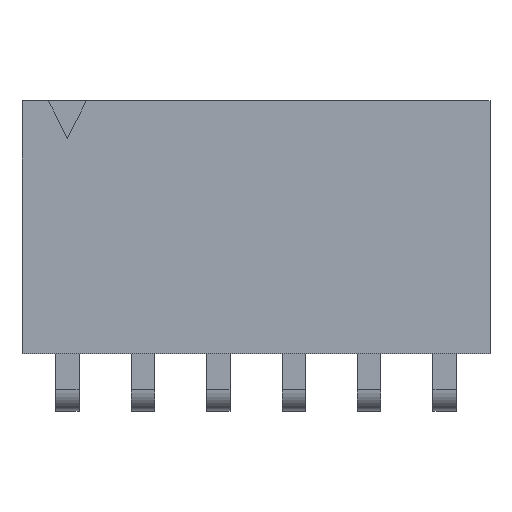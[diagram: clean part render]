
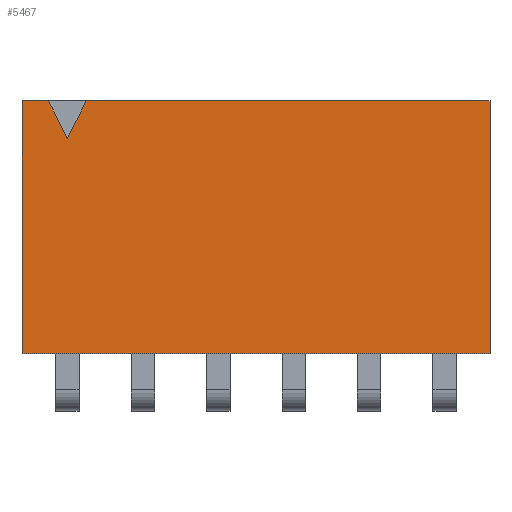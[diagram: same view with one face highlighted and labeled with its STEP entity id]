
A CAD part, top view. The second image highlights one B-rep face of the part: STEP entity #5467.
In plain terms, the highlighted planar face has unit normal (0, 0, 1).
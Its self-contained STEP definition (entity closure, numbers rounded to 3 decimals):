
#5278 = VERTEX_POINT('',#5279);
#5279 = CARTESIAN_POINT('',(-1.525,1.52,2.41));
#5286 = PLANE('',#5287);
#5287 = AXIS2_PLACEMENT_3D('',#5288,#5289,#5290);
#5288 = CARTESIAN_POINT('',(-1.525,1.52,0.));
#5289 = DIRECTION('',(1.,0.,0.));
#5290 = DIRECTION('',(0.,0.,1.));
#5298 = PLANE('',#5299);
#5299 = AXIS2_PLACEMENT_3D('',#5300,#5301,#5302);
#5300 = CARTESIAN_POINT('',(-1.525,1.52,0.));
#5301 = DIRECTION('',(0.,1.,0.));
#5302 = DIRECTION('',(0.,0.,1.));
#5339 = VERTEX_POINT('',#5340);
#5340 = CARTESIAN_POINT('',(-1.525,10.03,2.41));
#5354 = PLANE('',#5355);
#5355 = AXIS2_PLACEMENT_3D('',#5356,#5357,#5358);
#5356 = CARTESIAN_POINT('',(-1.525,10.03,0.));
#5357 = DIRECTION('',(0.,1.,0.));
#5358 = DIRECTION('',(0.,0.,1.));
#5366 = EDGE_CURVE('',#5278,#5339,#5367,.T.);
#5367 = SURFACE_CURVE('',#5368,(#5372,#5379),.PCURVE_S1.);
#5368 = LINE('',#5369,#5370);
#5369 = CARTESIAN_POINT('',(-1.525,1.52,2.41));
#5370 = VECTOR('',#5371,1.);
#5371 = DIRECTION('',(0.,1.,0.));
#5372 = PCURVE('',#5286,#5373);
#5373 = DEFINITIONAL_REPRESENTATION('',(#5374),#5378);
#5374 = LINE('',#5375,#5376);
#5375 = CARTESIAN_POINT('',(2.41,0.));
#5376 = VECTOR('',#5377,1.);
#5377 = DIRECTION('',(0.,-1.));
#5378 = ( GEOMETRIC_REPRESENTATION_CONTEXT(2) 
PARAMETRIC_REPRESENTATION_CONTEXT() REPRESENTATION_CONTEXT('2D SPACE',''
  ) );
#5379 = PCURVE('',#5380,#5385);
#5380 = PLANE('',#5381);
#5381 = AXIS2_PLACEMENT_3D('',#5382,#5383,#5384);
#5382 = CARTESIAN_POINT('',(-1.525,1.52,2.41));
#5383 = DIRECTION('',(0.,0.,1.));
#5384 = DIRECTION('',(1.,0.,0.));
#5385 = DEFINITIONAL_REPRESENTATION('',(#5386),#5390);
#5386 = LINE('',#5387,#5388);
#5387 = CARTESIAN_POINT('',(0.,0.));
#5388 = VECTOR('',#5389,1.);
#5389 = DIRECTION('',(0.,1.));
#5390 = ( GEOMETRIC_REPRESENTATION_CONTEXT(2) 
PARAMETRIC_REPRESENTATION_CONTEXT() REPRESENTATION_CONTEXT('2D SPACE',''
  ) );
#5419 = EDGE_CURVE('',#5278,#5420,#5422,.T.);
#5420 = VERTEX_POINT('',#5421);
#5421 = CARTESIAN_POINT('',(14.225,1.52,2.41));
#5422 = SURFACE_CURVE('',#5423,(#5427,#5434),.PCURVE_S1.);
#5423 = LINE('',#5424,#5425);
#5424 = CARTESIAN_POINT('',(-1.525,1.52,2.41));
#5425 = VECTOR('',#5426,1.);
#5426 = DIRECTION('',(1.,0.,0.));
#5427 = PCURVE('',#5298,#5428);
#5428 = DEFINITIONAL_REPRESENTATION('',(#5429),#5433);
#5429 = LINE('',#5430,#5431);
#5430 = CARTESIAN_POINT('',(2.41,0.));
#5431 = VECTOR('',#5432,1.);
#5432 = DIRECTION('',(0.,1.));
#5433 = ( GEOMETRIC_REPRESENTATION_CONTEXT(2) 
PARAMETRIC_REPRESENTATION_CONTEXT() REPRESENTATION_CONTEXT('2D SPACE',''
  ) );
#5434 = PCURVE('',#5380,#5435);
#5435 = DEFINITIONAL_REPRESENTATION('',(#5436),#5440);
#5436 = LINE('',#5437,#5438);
#5437 = CARTESIAN_POINT('',(0.,0.));
#5438 = VECTOR('',#5439,1.);
#5439 = DIRECTION('',(1.,0.));
#5440 = ( GEOMETRIC_REPRESENTATION_CONTEXT(2) 
PARAMETRIC_REPRESENTATION_CONTEXT() REPRESENTATION_CONTEXT('2D SPACE',''
  ) );
#5456 = PLANE('',#5457);
#5457 = AXIS2_PLACEMENT_3D('',#5458,#5459,#5460);
#5458 = CARTESIAN_POINT('',(14.225,1.52,0.));
#5459 = DIRECTION('',(1.,0.,0.));
#5460 = DIRECTION('',(0.,0.,1.));
#5467 = ADVANCED_FACE('',(#5468),#5380,.T.);
#5468 = FACE_BOUND('',#5469,.T.);
#5469 = EDGE_LOOP('',(#5470,#5493,#5494,#5495,#5518,#5541,#5569));
#5470 = ORIENTED_EDGE('',*,*,#5471,.F.);
#5471 = EDGE_CURVE('',#5339,#5472,#5474,.T.);
#5472 = VERTEX_POINT('',#5473);
#5473 = CARTESIAN_POINT('',(-0.635,10.03,2.41));
#5474 = SURFACE_CURVE('',#5475,(#5479,#5486),.PCURVE_S1.);
#5475 = LINE('',#5476,#5477);
#5476 = CARTESIAN_POINT('',(-1.525,10.03,2.41));
#5477 = VECTOR('',#5478,1.);
#5478 = DIRECTION('',(1.,0.,0.));
#5479 = PCURVE('',#5380,#5480);
#5480 = DEFINITIONAL_REPRESENTATION('',(#5481),#5485);
#5481 = LINE('',#5482,#5483);
#5482 = CARTESIAN_POINT('',(0.,8.51));
#5483 = VECTOR('',#5484,1.);
#5484 = DIRECTION('',(1.,0.));
#5485 = ( GEOMETRIC_REPRESENTATION_CONTEXT(2) 
PARAMETRIC_REPRESENTATION_CONTEXT() REPRESENTATION_CONTEXT('2D SPACE',''
  ) );
#5486 = PCURVE('',#5354,#5487);
#5487 = DEFINITIONAL_REPRESENTATION('',(#5488),#5492);
#5488 = LINE('',#5489,#5490);
#5489 = CARTESIAN_POINT('',(2.41,0.));
#5490 = VECTOR('',#5491,1.);
#5491 = DIRECTION('',(0.,1.));
#5492 = ( GEOMETRIC_REPRESENTATION_CONTEXT(2) 
PARAMETRIC_REPRESENTATION_CONTEXT() REPRESENTATION_CONTEXT('2D SPACE',''
  ) );
#5493 = ORIENTED_EDGE('',*,*,#5366,.F.);
#5494 = ORIENTED_EDGE('',*,*,#5419,.T.);
#5495 = ORIENTED_EDGE('',*,*,#5496,.T.);
#5496 = EDGE_CURVE('',#5420,#5497,#5499,.T.);
#5497 = VERTEX_POINT('',#5498);
#5498 = CARTESIAN_POINT('',(14.225,10.03,2.41));
#5499 = SURFACE_CURVE('',#5500,(#5504,#5511),.PCURVE_S1.);
#5500 = LINE('',#5501,#5502);
#5501 = CARTESIAN_POINT('',(14.225,1.52,2.41));
#5502 = VECTOR('',#5503,1.);
#5503 = DIRECTION('',(0.,1.,0.));
#5504 = PCURVE('',#5380,#5505);
#5505 = DEFINITIONAL_REPRESENTATION('',(#5506),#5510);
#5506 = LINE('',#5507,#5508);
#5507 = CARTESIAN_POINT('',(15.75,0.));
#5508 = VECTOR('',#5509,1.);
#5509 = DIRECTION('',(0.,1.));
#5510 = ( GEOMETRIC_REPRESENTATION_CONTEXT(2) 
PARAMETRIC_REPRESENTATION_CONTEXT() REPRESENTATION_CONTEXT('2D SPACE',''
  ) );
#5511 = PCURVE('',#5456,#5512);
#5512 = DEFINITIONAL_REPRESENTATION('',(#5513),#5517);
#5513 = LINE('',#5514,#5515);
#5514 = CARTESIAN_POINT('',(2.41,0.));
#5515 = VECTOR('',#5516,1.);
#5516 = DIRECTION('',(0.,-1.));
#5517 = ( GEOMETRIC_REPRESENTATION_CONTEXT(2) 
PARAMETRIC_REPRESENTATION_CONTEXT() REPRESENTATION_CONTEXT('2D SPACE',''
  ) );
#5518 = ORIENTED_EDGE('',*,*,#5519,.F.);
#5519 = EDGE_CURVE('',#5520,#5497,#5522,.T.);
#5520 = VERTEX_POINT('',#5521);
#5521 = CARTESIAN_POINT('',(0.635,10.03,2.41));
#5522 = SURFACE_CURVE('',#5523,(#5527,#5534),.PCURVE_S1.);
#5523 = LINE('',#5524,#5525);
#5524 = CARTESIAN_POINT('',(-1.525,10.03,2.41));
#5525 = VECTOR('',#5526,1.);
#5526 = DIRECTION('',(1.,0.,0.));
#5527 = PCURVE('',#5380,#5528);
#5528 = DEFINITIONAL_REPRESENTATION('',(#5529),#5533);
#5529 = LINE('',#5530,#5531);
#5530 = CARTESIAN_POINT('',(0.,8.51));
#5531 = VECTOR('',#5532,1.);
#5532 = DIRECTION('',(1.,0.));
#5533 = ( GEOMETRIC_REPRESENTATION_CONTEXT(2) 
PARAMETRIC_REPRESENTATION_CONTEXT() REPRESENTATION_CONTEXT('2D SPACE',''
  ) );
#5534 = PCURVE('',#5354,#5535);
#5535 = DEFINITIONAL_REPRESENTATION('',(#5536),#5540);
#5536 = LINE('',#5537,#5538);
#5537 = CARTESIAN_POINT('',(2.41,0.));
#5538 = VECTOR('',#5539,1.);
#5539 = DIRECTION('',(0.,1.));
#5540 = ( GEOMETRIC_REPRESENTATION_CONTEXT(2) 
PARAMETRIC_REPRESENTATION_CONTEXT() REPRESENTATION_CONTEXT('2D SPACE',''
  ) );
#5541 = ORIENTED_EDGE('',*,*,#5542,.T.);
#5542 = EDGE_CURVE('',#5520,#5543,#5545,.T.);
#5543 = VERTEX_POINT('',#5544);
#5544 = CARTESIAN_POINT('',(0.,8.76,2.41));
#5545 = SURFACE_CURVE('',#5546,(#5550,#5557),.PCURVE_S1.);
#5546 = LINE('',#5547,#5548);
#5547 = CARTESIAN_POINT('',(0.635,10.03,2.41));
#5548 = VECTOR('',#5549,1.);
#5549 = DIRECTION('',(-0.447,-0.894,0.));
#5550 = PCURVE('',#5380,#5551);
#5551 = DEFINITIONAL_REPRESENTATION('',(#5552),#5556);
#5552 = LINE('',#5553,#5554);
#5553 = CARTESIAN_POINT('',(2.16,8.51));
#5554 = VECTOR('',#5555,1.);
#5555 = DIRECTION('',(-0.447,-0.894));
#5556 = ( GEOMETRIC_REPRESENTATION_CONTEXT(2) 
PARAMETRIC_REPRESENTATION_CONTEXT() REPRESENTATION_CONTEXT('2D SPACE',''
  ) );
#5557 = PCURVE('',#5558,#5563);
#5558 = PLANE('',#5559);
#5559 = AXIS2_PLACEMENT_3D('',#5560,#5561,#5562);
#5560 = CARTESIAN_POINT('',(0.635,10.03,2.41));
#5561 = DIRECTION('',(-0.894,0.447,0.));
#5562 = DIRECTION('',(-0.447,-0.894,0.));
#5563 = DEFINITIONAL_REPRESENTATION('',(#5564),#5568);
#5564 = LINE('',#5565,#5566);
#5565 = CARTESIAN_POINT('',(0.,0.));
#5566 = VECTOR('',#5567,1.);
#5567 = DIRECTION('',(1.,0.));
#5568 = ( GEOMETRIC_REPRESENTATION_CONTEXT(2) 
PARAMETRIC_REPRESENTATION_CONTEXT() REPRESENTATION_CONTEXT('2D SPACE',''
  ) );
#5569 = ORIENTED_EDGE('',*,*,#5570,.F.);
#5570 = EDGE_CURVE('',#5472,#5543,#5571,.T.);
#5571 = SURFACE_CURVE('',#5572,(#5576,#5583),.PCURVE_S1.);
#5572 = LINE('',#5573,#5574);
#5573 = CARTESIAN_POINT('',(-0.635,10.03,2.41));
#5574 = VECTOR('',#5575,1.);
#5575 = DIRECTION('',(0.447,-0.894,0.));
#5576 = PCURVE('',#5380,#5577);
#5577 = DEFINITIONAL_REPRESENTATION('',(#5578),#5582);
#5578 = LINE('',#5579,#5580);
#5579 = CARTESIAN_POINT('',(0.89,8.51));
#5580 = VECTOR('',#5581,1.);
#5581 = DIRECTION('',(0.447,-0.894));
#5582 = ( GEOMETRIC_REPRESENTATION_CONTEXT(2) 
PARAMETRIC_REPRESENTATION_CONTEXT() REPRESENTATION_CONTEXT('2D SPACE',''
  ) );
#5583 = PCURVE('',#5584,#5589);
#5584 = PLANE('',#5585);
#5585 = AXIS2_PLACEMENT_3D('',#5586,#5587,#5588);
#5586 = CARTESIAN_POINT('',(-0.635,10.03,2.41));
#5587 = DIRECTION('',(-0.894,-0.447,0.));
#5588 = DIRECTION('',(0.447,-0.894,0.));
#5589 = DEFINITIONAL_REPRESENTATION('',(#5590),#5594);
#5590 = LINE('',#5591,#5592);
#5591 = CARTESIAN_POINT('',(0.,0.));
#5592 = VECTOR('',#5593,1.);
#5593 = DIRECTION('',(1.,0.));
#5594 = ( GEOMETRIC_REPRESENTATION_CONTEXT(2) 
PARAMETRIC_REPRESENTATION_CONTEXT() REPRESENTATION_CONTEXT('2D SPACE',''
  ) );
